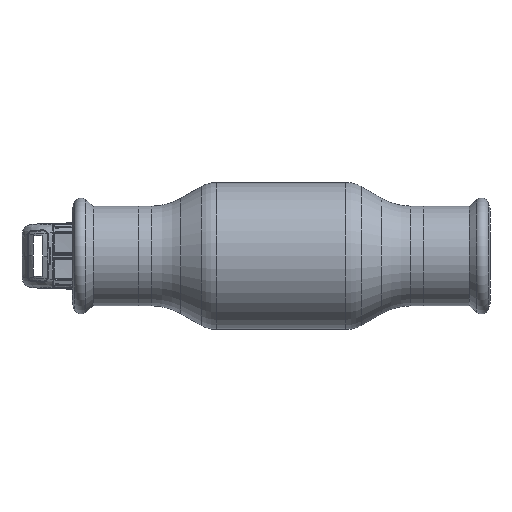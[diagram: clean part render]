
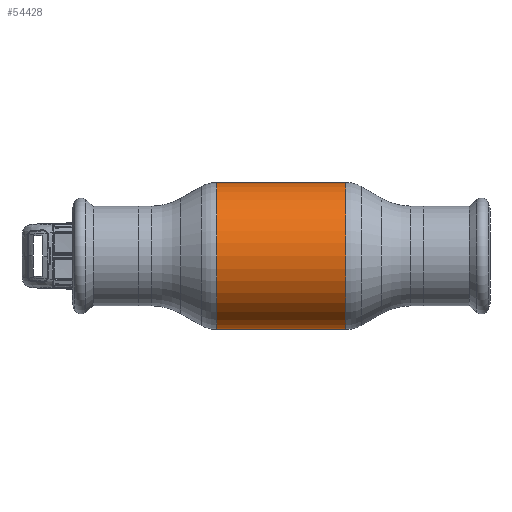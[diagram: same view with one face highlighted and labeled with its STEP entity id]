
A CAD part, front view. The second image highlights one B-rep face of the part: STEP entity #54428.
In plain terms, the highlighted cylindrical face has radius 28.25 mm (diameter 56.5 mm), a partial arc.
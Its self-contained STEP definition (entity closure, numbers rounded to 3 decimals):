
#1047 = DIRECTION ( 'NONE',  ( 0., 0., 1. ) ) ;
#2364 = EDGE_CURVE ( 'NONE', #42802, #5514, #53205, .T. ) ;
#5514 = VERTEX_POINT ( 'NONE', #22569 ) ;
#8600 = CARTESIAN_POINT ( 'NONE',  ( -24.785, 0., 28.25 ) ) ;
#9479 = FACE_OUTER_BOUND ( 'NONE', #39915, .T. ) ;
#12650 = DIRECTION ( 'NONE',  ( -1., 0., 0. ) ) ;
#13239 = VECTOR ( 'NONE', #52214, 1000. ) ;
#16901 = CARTESIAN_POINT ( 'NONE',  ( -62.69, 0., 0. ) ) ;
#19001 = EDGE_CURVE ( 'NONE', #5514, #60000, #47143, .T. ) ;
#21130 = DIRECTION ( 'NONE',  ( -1., 0., 0. ) ) ;
#21583 = ORIENTED_EDGE ( 'NONE', *, *, #19001, .T. ) ;
#21770 = AXIS2_PLACEMENT_3D ( 'NONE', #16901, #12650, #37656 ) ;
#22569 = CARTESIAN_POINT ( 'NONE',  ( 24.785, 0., 28.25 ) ) ;
#22795 = VERTEX_POINT ( 'NONE', #30706 ) ;
#23847 = AXIS2_PLACEMENT_3D ( 'NONE', #44629, #21130, #1047 ) ;
#24419 = VECTOR ( 'NONE', #53321, 1000. ) ;
#26580 = CARTESIAN_POINT ( 'NONE',  ( -62.69, 0., -28.25 ) ) ;
#26638 = AXIS2_PLACEMENT_3D ( 'NONE', #29281, #34364, #58080 ) ;
#29281 = CARTESIAN_POINT ( 'NONE',  ( 24.785, 0., 0. ) ) ;
#30706 = CARTESIAN_POINT ( 'NONE',  ( -24.785, 0., -28.25 ) ) ;
#34364 = DIRECTION ( 'NONE',  ( -1., 0., 0. ) ) ;
#34506 = CARTESIAN_POINT ( 'NONE',  ( 24.785, 0., -28.25 ) ) ;
#37656 = DIRECTION ( 'NONE',  ( 0., 0., 1. ) ) ;
#37995 = EDGE_CURVE ( 'NONE', #42802, #22795, #39029, .T. ) ;
#39029 = LINE ( 'NONE', #26580, #13239 ) ;
#39915 = EDGE_LOOP ( 'NONE', ( #60862, #42630, #21583, #57713 ) ) ;
#42630 = ORIENTED_EDGE ( 'NONE', *, *, #2364, .T. ) ;
#42802 = VERTEX_POINT ( 'NONE', #34506 ) ;
#44629 = CARTESIAN_POINT ( 'NONE',  ( -24.785, 0., 0. ) ) ;
#47143 = LINE ( 'NONE', #52688, #24419 ) ;
#48954 = CYLINDRICAL_SURFACE ( 'NONE', #21770, 28.25 ) ;
#50524 = EDGE_CURVE ( 'NONE', #22795, #60000, #58039, .T. ) ;
#52214 = DIRECTION ( 'NONE',  ( -1., 0., 0. ) ) ;
#52688 = CARTESIAN_POINT ( 'NONE',  ( -62.69, 0., 28.25 ) ) ;
#53205 = CIRCLE ( 'NONE', #26638, 28.25 ) ;
#53321 = DIRECTION ( 'NONE',  ( -1., 0., 0. ) ) ;
#54428 = ADVANCED_FACE ( 'NONE', ( #9479 ), #48954, .T. ) ;
#57713 = ORIENTED_EDGE ( 'NONE', *, *, #50524, .F. ) ;
#58039 = CIRCLE ( 'NONE', #23847, 28.25 ) ;
#58080 = DIRECTION ( 'NONE',  ( 0., 0., 1. ) ) ;
#60000 = VERTEX_POINT ( 'NONE', #8600 ) ;
#60862 = ORIENTED_EDGE ( 'NONE', *, *, #37995, .F. ) ;
